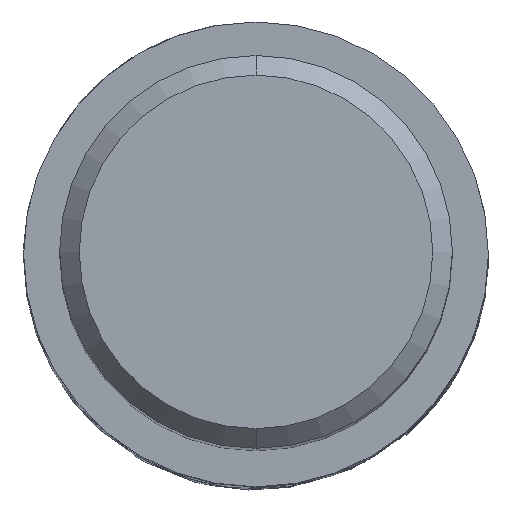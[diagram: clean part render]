
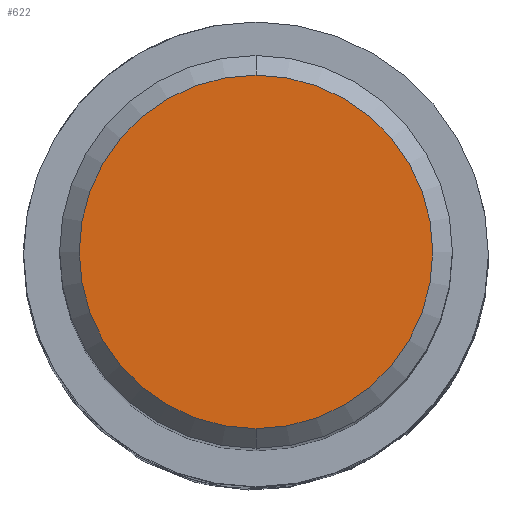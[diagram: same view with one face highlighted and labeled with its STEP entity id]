
A CAD part, top view. The second image highlights one B-rep face of the part: STEP entity #622.
In plain terms, the highlighted planar face has unit normal (0, 0, 1).
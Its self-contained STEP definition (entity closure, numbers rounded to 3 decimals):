
#564=VERTEX_POINT('',#1127);
#622=ADVANCED_FACE('',(#1188),#1189,.T.);
#624=EDGE_CURVE('',#564,#690,#1191,.T.);
#630=EDGE_CURVE('',#690,#564,#1198,.T.);
#690=VERTEX_POINT('',#1262);
#1127=CARTESIAN_POINT('',(0.,-5.4,0.0));
#1188=FACE_OUTER_BOUND('',#4011,.T.);
#1189=PLANE('',#4012);
#1191=CIRCLE('',#4015,5.4);
#1198=CIRCLE('',#4055,5.4);
#1262=CARTESIAN_POINT('',(0.0,5.4,0.0));
#4011=EDGE_LOOP('',(#5633,#5634));
#4012=AXIS2_PLACEMENT_3D('',#5635,#5636,#5637);
#4015=AXIS2_PLACEMENT_3D('',#5638,#5639,#5640);
#4055=AXIS2_PLACEMENT_3D('',#5648,#5649,#5650);
#5633=ORIENTED_EDGE('',*,*,#630,.F.);
#5634=ORIENTED_EDGE('',*,*,#624,.F.);
#5635=CARTESIAN_POINT('',(0.0,2.7,0.0));
#5636=DIRECTION('',(-0.0,0.0,1.0));
#5637=DIRECTION('',(0.0,-1.0,0.0));
#5638=CARTESIAN_POINT('',(0.0,0.0,0.0));
#5639=DIRECTION('',(0.0,0.0,-1.0));
#5640=DIRECTION('',(0.0,1.0,0.0));
#5648=CARTESIAN_POINT('',(0.0,0.0,0.0));
#5649=DIRECTION('',(0.0,0.0,-1.0));
#5650=DIRECTION('',(0.0,1.0,0.0));
